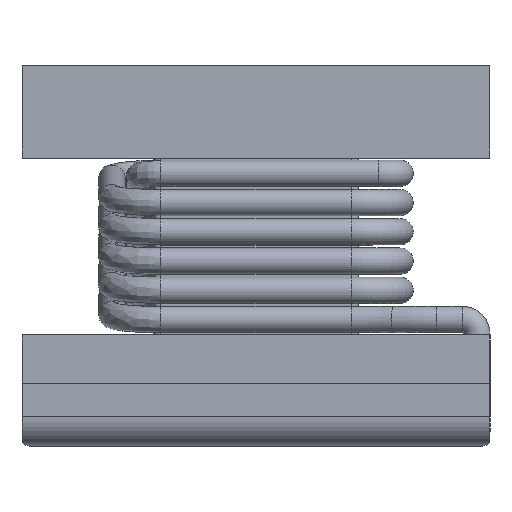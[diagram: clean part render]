
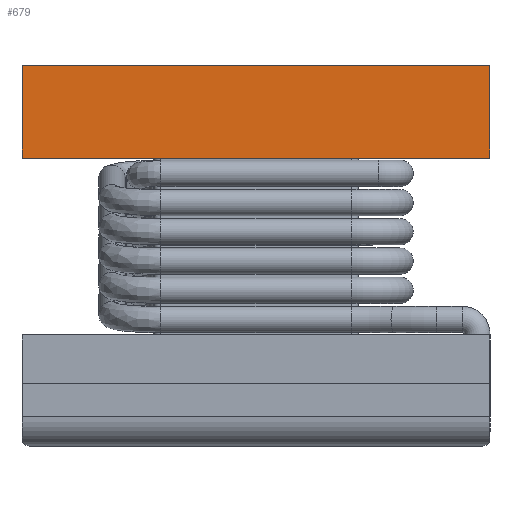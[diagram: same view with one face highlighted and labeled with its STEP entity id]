
A CAD part, left-side view. The second image highlights one B-rep face of the part: STEP entity #679.
In plain terms, the highlighted planar face has unit normal (-1, 0, 0).
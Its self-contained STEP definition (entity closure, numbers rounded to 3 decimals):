
#679 = ADVANCED_FACE( '', ( #1435 ), #1436, .T. );
#1435 = FACE_OUTER_BOUND( '', #4774, .T. );
#1436 = PLANE( '', #4775 );
#4774 = EDGE_LOOP( '', ( #7402, #7403, #7404, #7405 ) );
#4775 = AXIS2_PLACEMENT_3D( '', #7406, #7407, #7408 );
#7402 = ORIENTED_EDGE( '', *, *, #8028, .F. );
#7403 = ORIENTED_EDGE( '', *, *, #8585, .F. );
#7404 = ORIENTED_EDGE( '', *, *, #8586, .T. );
#7405 = ORIENTED_EDGE( '', *, *, #8258, .T. );
#7406 = CARTESIAN_POINT( '', ( -1.8, -1.6, 1.84 ) );
#7407 = DIRECTION( '', ( -1., 0., 0. ) );
#7408 = DIRECTION( '', ( 0., 0., 1. ) );
#8028 = EDGE_CURVE( '', #8740, #8742, #8743, .T. );
#8258 = EDGE_CURVE( '', #9132, #8742, #9133, .T. );
#8585 = EDGE_CURVE( '', #9602, #8740, #9603, .T. );
#8586 = EDGE_CURVE( '', #9602, #9132, #9604, .T. );
#8740 = VERTEX_POINT( '', #9797 );
#8742 = VERTEX_POINT( '', #9800 );
#8743 = LINE( '', #9801, #9802 );
#9132 = VERTEX_POINT( '', #10602 );
#9133 = LINE( '', #10603, #10604 );
#9602 = VERTEX_POINT( '', #11602 );
#9603 = LINE( '', #11603, #11604 );
#9604 = LINE( '', #11605, #11606 );
#9797 = CARTESIAN_POINT( '', ( -1.8, -1.6, 1.21 ) );
#9800 = CARTESIAN_POINT( '', ( -1.8, 1.6, 1.21 ) );
#9801 = CARTESIAN_POINT( '', ( -1.8, -1.6, 1.21 ) );
#9802 = VECTOR( '', #11855, 1000. );
#10602 = CARTESIAN_POINT( '', ( -1.8, 1.6, 1.84 ) );
#10603 = CARTESIAN_POINT( '', ( -1.8, 1.6, 1.84 ) );
#10604 = VECTOR( '', #12095, 1000. );
#11602 = CARTESIAN_POINT( '', ( -1.8, -1.6, 1.84 ) );
#11603 = CARTESIAN_POINT( '', ( -1.8, -1.6, 1.84 ) );
#11604 = VECTOR( '', #12364, 1000. );
#11605 = CARTESIAN_POINT( '', ( -1.8, -1.6, 1.84 ) );
#11606 = VECTOR( '', #12365, 1000. );
#11855 = DIRECTION( '', ( 0., 1., 0. ) );
#12095 = DIRECTION( '', ( 0., 0., -1. ) );
#12364 = DIRECTION( '', ( 0., 0., -1. ) );
#12365 = DIRECTION( '', ( 0., 1., 0. ) );
